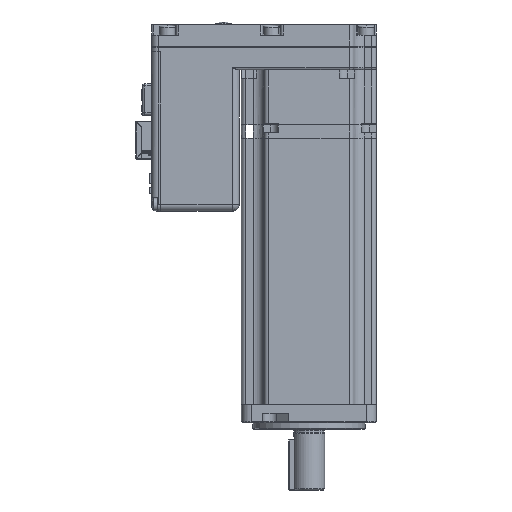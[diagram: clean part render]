
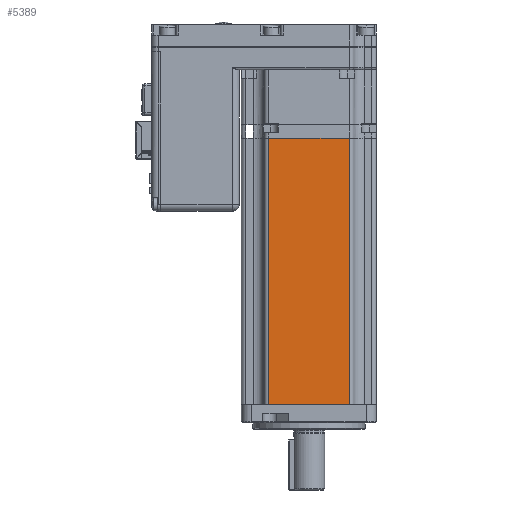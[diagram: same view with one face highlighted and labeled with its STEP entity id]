
A CAD part, front view. The second image highlights one B-rep face of the part: STEP entity #5389.
In plain terms, the highlighted planar face has unit normal (0, -1, 0).
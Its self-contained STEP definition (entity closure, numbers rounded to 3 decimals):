
#2043 = EDGE_CURVE ( 'NONE', #62306, #28910, #135182, .T. ) ;
#2888 = VECTOR ( 'NONE', #55267, 1000. ) ;
#3893 = ORIENTED_EDGE ( 'NONE', *, *, #74442, .T. ) ;
#5389 = ADVANCED_FACE ( 'NONE', ( #33491 ), #94281, .F. ) ;
#7855 = ORIENTED_EDGE ( 'NONE', *, *, #2043, .T. ) ;
#11932 = ORIENTED_EDGE ( 'NONE', *, *, #29233, .F. ) ;
#28852 = LINE ( 'NONE', #110616, #2888 ) ;
#28910 = VERTEX_POINT ( 'NONE', #140800 ) ;
#29233 = EDGE_CURVE ( 'NONE', #137412, #28910, #28852, .T. ) ;
#33491 = FACE_OUTER_BOUND ( 'NONE', #81399, .T. ) ;
#39009 = CARTESIAN_POINT ( 'NONE',  ( 19.433, -30.734, 67.75 ) ) ;
#43428 = CARTESIAN_POINT ( 'NONE',  ( 21.433, -30.734, -55.5 ) ) ;
#48089 = VECTOR ( 'NONE', #134074, 1000. ) ;
#49124 = DIRECTION ( 'NONE',  ( 0., 1., 0. ) ) ;
#55267 = DIRECTION ( 'NONE',  ( 1., 0., 0. ) ) ;
#62178 = VECTOR ( 'NONE', #83604, 1000. ) ;
#62306 = VERTEX_POINT ( 'NONE', #70834 ) ;
#66601 = CARTESIAN_POINT ( 'NONE',  ( 57.433, -30.734, -55.5 ) ) ;
#70834 = CARTESIAN_POINT ( 'NONE',  ( 57.433, -30.734, -55.5 ) ) ;
#74442 = EDGE_CURVE ( 'NONE', #137412, #112641, #107785, .T. ) ;
#76466 = CARTESIAN_POINT ( 'NONE',  ( 21.433, -30.734, 67.75 ) ) ;
#77662 = LINE ( 'NONE', #66601, #48089 ) ;
#81399 = EDGE_LOOP ( 'NONE', ( #3893, #102061, #7855, #11932 ) ) ;
#82601 = CARTESIAN_POINT ( 'NONE',  ( 21.433, -30.734, 63. ) ) ;
#83431 = VECTOR ( 'NONE', #120155, 1000. ) ;
#83604 = DIRECTION ( 'NONE',  ( 0., 0., 1. ) ) ;
#89784 = AXIS2_PLACEMENT_3D ( 'NONE', #39009, #49124, #116624 ) ;
#94281 = PLANE ( 'NONE',  #89784 ) ;
#95748 = CARTESIAN_POINT ( 'NONE',  ( 57.433, -30.734, 67.75 ) ) ;
#102061 = ORIENTED_EDGE ( 'NONE', *, *, #111131, .F. ) ;
#107785 = LINE ( 'NONE', #76466, #83431 ) ;
#110616 = CARTESIAN_POINT ( 'NONE',  ( 9.433, -30.734, 63. ) ) ;
#111131 = EDGE_CURVE ( 'NONE', #62306, #112641, #77662, .T. ) ;
#112641 = VERTEX_POINT ( 'NONE', #43428 ) ;
#116624 = DIRECTION ( 'NONE',  ( -1., 0., 0. ) ) ;
#120155 = DIRECTION ( 'NONE',  ( 0., 0., -1. ) ) ;
#134074 = DIRECTION ( 'NONE',  ( -1., 0., 0. ) ) ;
#135182 = LINE ( 'NONE', #95748, #62178 ) ;
#137412 = VERTEX_POINT ( 'NONE', #82601 ) ;
#140800 = CARTESIAN_POINT ( 'NONE',  ( 57.433, -30.734, 63. ) ) ;
